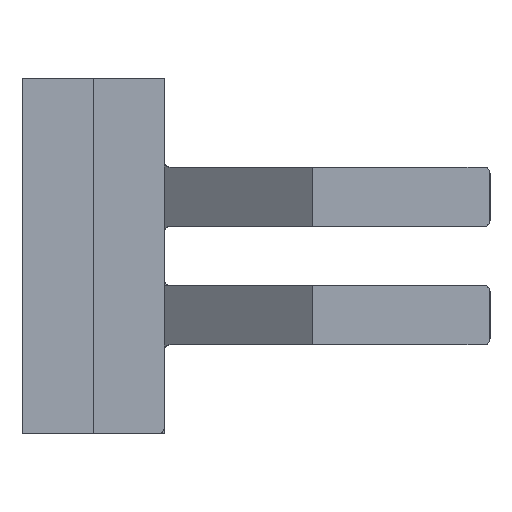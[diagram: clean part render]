
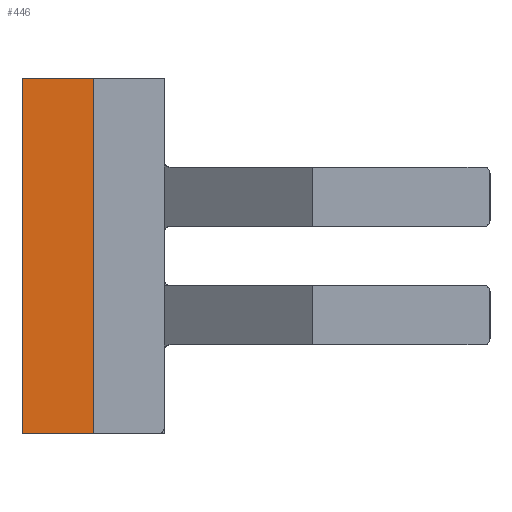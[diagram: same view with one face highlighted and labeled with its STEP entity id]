
A CAD part, left-side view. The second image highlights one B-rep face of the part: STEP entity #446.
In plain terms, the highlighted planar face has unit normal (-1, 0, 0).
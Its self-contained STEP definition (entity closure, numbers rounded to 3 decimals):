
#419=AXIS2_PLACEMENT_3D('Plane Axis2P3D',#416,#417,#418) ;
#166=CARTESIAN_POINT('Vertex',(-258.,-2.,235.)) ;
#173=CARTESIAN_POINT('Vertex',(-258.,10.,235.)) ;
#176=CARTESIAN_POINT('Line Origine',(-258.,4.,235.)) ;
#416=CARTESIAN_POINT('Axis2P3D Location',(-258.,-2.,175.)) ;
#421=CARTESIAN_POINT('Line Origine',(-258.,-2.,205.)) ;
#425=CARTESIAN_POINT('Vertex',(-258.,-2.,175.)) ;
#428=CARTESIAN_POINT('Line Origine',(-258.,10.,205.)) ;
#432=CARTESIAN_POINT('Vertex',(-258.,10.,175.)) ;
#435=CARTESIAN_POINT('Line Origine',(-258.,4.,175.)) ;
#177=DIRECTION('Vector Direction',(0.,1.,0.)) ;
#417=DIRECTION('Axis2P3D Direction',(-1.,0.,0.)) ;
#418=DIRECTION('Axis2P3D XDirection',(0.,-1.,0.)) ;
#422=DIRECTION('Vector Direction',(0.,0.,1.)) ;
#429=DIRECTION('Vector Direction',(0.,0.,1.)) ;
#436=DIRECTION('Vector Direction',(0.,-1.,0.)) ;
#178=VECTOR('Line Direction',#177,1.) ;
#423=VECTOR('Line Direction',#422,1.) ;
#430=VECTOR('Line Direction',#429,1.) ;
#437=VECTOR('Line Direction',#436,1.) ;
#441=ORIENTED_EDGE('',*,*,#427,.T.) ;
#442=ORIENTED_EDGE('',*,*,#180,.T.) ;
#443=ORIENTED_EDGE('',*,*,#434,.F.) ;
#444=ORIENTED_EDGE('',*,*,#439,.T.) ;
#446=ADVANCED_FACE('RA4433002_1PA_001_01_N1_ADAPTER_PLATE.1\\PartBody',(#445),#420,.T.) ;
#180=EDGE_CURVE('',#167,#174,#179,.T.) ;
#427=EDGE_CURVE('',#426,#167,#424,.T.) ;
#434=EDGE_CURVE('',#433,#174,#431,.T.) ;
#439=EDGE_CURVE('',#433,#426,#438,.T.) ;
#440=EDGE_LOOP('',(#441,#442,#443,#444)) ;
#445=FACE_OUTER_BOUND('',#440,.T.) ;
#179=LINE('Line',#176,#178) ;
#424=LINE('Line',#421,#423) ;
#431=LINE('Line',#428,#430) ;
#438=LINE('Line',#435,#437) ;
#420=PLANE('',#419) ;
#167=VERTEX_POINT('',#166) ;
#174=VERTEX_POINT('',#173) ;
#426=VERTEX_POINT('',#425) ;
#433=VERTEX_POINT('',#432) ;
